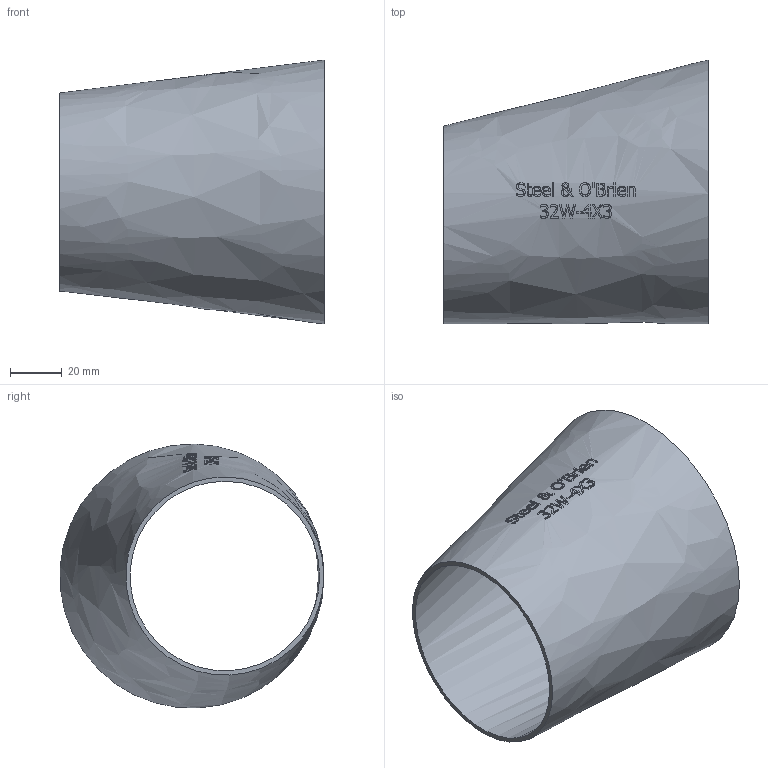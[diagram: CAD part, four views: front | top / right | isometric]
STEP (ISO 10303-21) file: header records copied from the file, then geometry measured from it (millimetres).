
FILE_DESCRIPTION(/* description */ (''),/* implementation_level */ '2;1');
FILE_NAME(/* name */ '32W-4X3.stp',/* time_stamp */ '2019-07-31T11:40:20-04:00',/* author */ ('rick'),/* organization */ (''),/* preprocessor_version */ 'ST-DEVELOPER v15.2',/* originating_system */ 'Autodesk Inventor 2014',/* authorisation */ '');
FILE_SCHEMA (('AUTOMOTIVE_DESIGN { 1 0 10303 214 3 1 1 }'));
Length unit declared in the file: inch
Products named in the file (1): 32W-4X3
Bounding box: 101.6 x 101.49 x 101.53 mm (x, y, z)
Volume: 52493.7 mm3; surface area: 57283.2 mm2
Topology: 1 solids, 1 shells, 363 faces, 1018 edges, 680 vertices
Faces by surface type: bspline 216, plane 147
Entity records: 15212 total; most frequent: CARTESIAN_POINT 7551, ORIENTED_EDGE 2036, EDGE_CURVE 1018, DIRECTION 827, VERTEX_POINT 680, B_SPLINE_CURVE_WITH_KNOTS 537, EDGE_LOOP 388, ADVANCED_FACE 363
